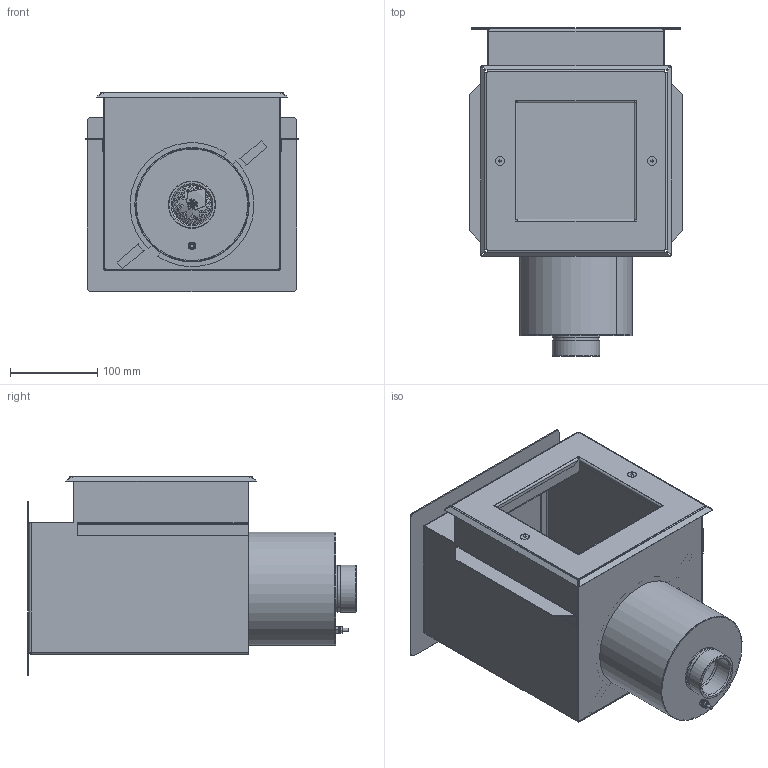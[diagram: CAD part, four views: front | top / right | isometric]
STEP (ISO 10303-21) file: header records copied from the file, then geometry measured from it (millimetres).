
FILE_DESCRIPTION (( 'STEP AP203' ), '1' );
FILE_NAME ('ÑÊ15.1 - Ñêèììåð G1 1_2 Ïëèòêà.STEP', '2025-08-12T09:05:59', ( '' ), ( '' ), 'SwSTEP 2.0', 'SolidWorks 2022', '' );
FILE_SCHEMA (( 'CONFIG_CONTROL_DESIGN' ));
Products named in the file (1): СК15.1 - Скиммер G1 1_2 Плитка
Bounding box: 244.5 x 376.2 x 228.3 mm (x, y, z)
Volume: 546994.5 mm3; surface area: 848476.6 mm2
Topology: 27 solids, 27 shells, 4923 faces, 14942 edges, 9861 vertices
Faces by surface type: plane 4717, cylinder 136, cone 40, bspline 16, sphere 10, torus 4
Full cylindrical faces by diameter (mm): 3.02 x2, 3.2 x2, 3.3 x5, 4 x1, 4.2 x2, 4.3 x2, 5 x2, 6 x4, 7.5 x4, 9 x2, 10 x2, 20 x1, 44.845 x1, 47.8 x1, 51 x2, 52 x1, 54 x2, 130 x1, 131 x1
Entity records: 172939 total; most frequent: CARTESIAN_POINT 52261, ORIENTED_EDGE 29666, DIRECTION 19972, EDGE_CURVE 14833, VERTEX_POINT 9846, AXIS2_PLACEMENT_3D 7013, EDGE_LOOP 6561, LINE 5946
